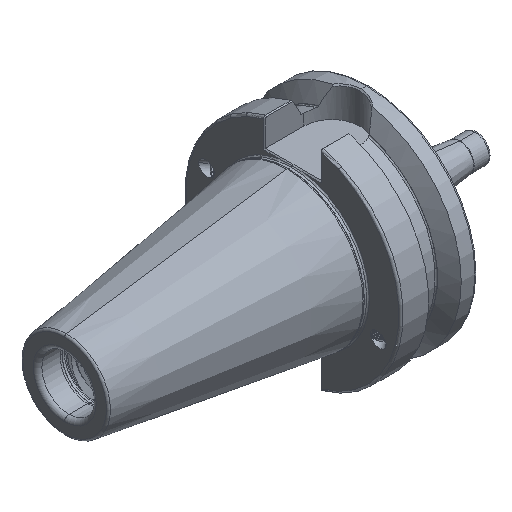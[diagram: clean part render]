
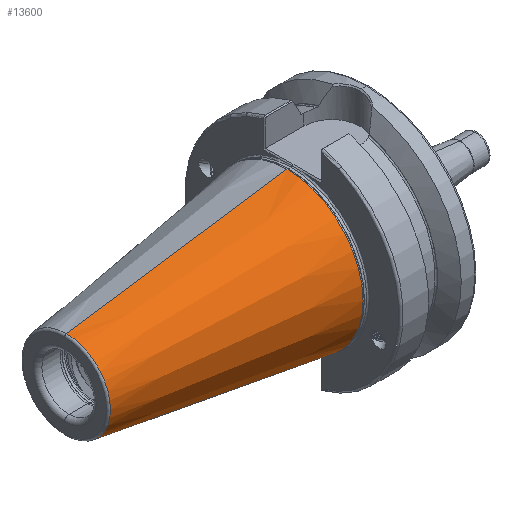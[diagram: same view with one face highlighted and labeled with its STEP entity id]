
A CAD part, isometric view. The second image highlights one B-rep face of the part: STEP entity #13600.
In plain terms, the highlighted conical face has half-angle 8.297 degrees and reference radius 34.998 mm.
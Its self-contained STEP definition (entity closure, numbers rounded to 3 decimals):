
#1926 = CARTESIAN_POINT ( 'NONE',  ( -2.5, 0., 0. ) ) ;
#1927 = DIRECTION ( 'NONE',  ( 1., 0., 0. ) ) ;
#1928 = DIRECTION ( 'NONE',  ( 0., 0., -1. ) ) ;
#5565 = LINE ( 'NONE', #5566, #13431 ) ;
#5566 = CARTESIAN_POINT ( 'NONE',  ( -2.5, 0., 34.998 ) ) ;
#5567 = DIRECTION ( 'NONE',  ( 0.99, 0., 0.144 ) ) ;
#5571 = LINE ( 'NONE', #5572, #13433 ) ;
#5572 = CARTESIAN_POINT ( 'NONE',  ( -2.5, 0., -34.998 ) ) ;
#5573 = DIRECTION ( 'NONE',  ( 0.99, 0., -0.144 ) ) ;
#6051 = CARTESIAN_POINT ( 'NONE',  ( -103.944, 0., -20.204 ) ) ;
#6052 = CARTESIAN_POINT ( 'NONE',  ( -103.944, 0., 20.204 ) ) ;
#6053 = CARTESIAN_POINT ( 'NONE',  ( -2.5, 0., 34.998 ) ) ;
#6055 = CARTESIAN_POINT ( 'NONE',  ( -2.5, 0., -34.998 ) ) ;
#6346 = FACE_OUTER_BOUND ( 'NONE', #6585, .T. ) ;
#6349 = AXIS2_PLACEMENT_3D ( 'NONE', #1926, #1927, #1928 ) ;
#6585 = EDGE_LOOP ( 'NONE', ( #8268, #8267, #8266, #8270 ) ) ;
#7685 = CIRCLE ( 'NONE', #10959, 34.998 ) ;
#7686 = CIRCLE ( 'NONE', #10960, 20.204 ) ;
#7726 = CONICAL_SURFACE ( 'NONE', #6349, 34.998, 0.145 ) ;
#8266 = ORIENTED_EDGE ( 'NONE', *, *, #13486, .T. ) ;
#8267 = ORIENTED_EDGE ( 'NONE', *, *, #10773, .F. ) ;
#8268 = ORIENTED_EDGE ( 'NONE', *, *, #13484, .F. ) ;
#8270 = ORIENTED_EDGE ( 'NONE', *, *, #10772, .T. ) ;
#8604 = CARTESIAN_POINT ( 'NONE',  ( -2.5, 0., 0. ) ) ;
#8605 = DIRECTION ( 'NONE',  ( -1., 0., 0. ) ) ;
#8606 = DIRECTION ( 'NONE',  ( 0., 0., 1. ) ) ;
#8607 = CARTESIAN_POINT ( 'NONE',  ( -103.944, 0., 0. ) ) ;
#8608 = DIRECTION ( 'NONE',  ( -1., 0., 0. ) ) ;
#8609 = DIRECTION ( 'NONE',  ( 0., 0., 1. ) ) ;
#10772 = EDGE_CURVE ( 'NONE', #12070, #12068, #7685, .T. ) ;
#10773 = EDGE_CURVE ( 'NONE', #12066, #12067, #7686, .T. ) ;
#10959 = AXIS2_PLACEMENT_3D ( 'NONE', #8604, #8605, #8606 ) ;
#10960 = AXIS2_PLACEMENT_3D ( 'NONE', #8607, #8608, #8609 ) ;
#12066 = VERTEX_POINT ( 'NONE', #6051 ) ;
#12067 = VERTEX_POINT ( 'NONE', #6052 ) ;
#12068 = VERTEX_POINT ( 'NONE', #6053 ) ;
#12070 = VERTEX_POINT ( 'NONE', #6055 ) ;
#13431 = VECTOR ( 'NONE', #5567, 1000. ) ;
#13433 = VECTOR ( 'NONE', #5573, 1000. ) ;
#13484 = EDGE_CURVE ( 'NONE', #12067, #12068, #5565, .T. ) ;
#13486 = EDGE_CURVE ( 'NONE', #12066, #12070, #5571, .T. ) ;
#13600 = ADVANCED_FACE ( 'NONE', ( #6346 ), #7726, .T. ) ;
